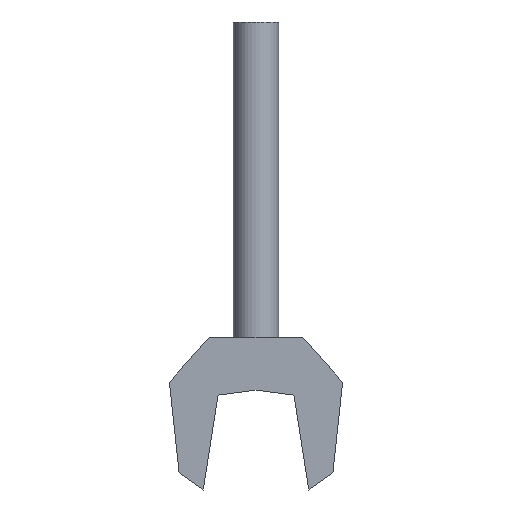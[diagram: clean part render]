
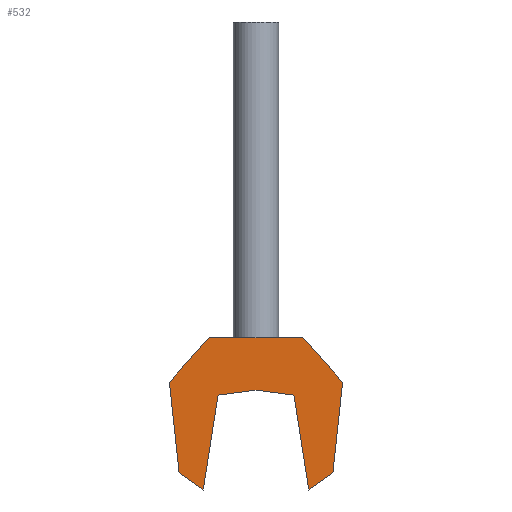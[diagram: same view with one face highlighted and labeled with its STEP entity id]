
A CAD part, front view. The second image highlights one B-rep face of the part: STEP entity #532.
In plain terms, the highlighted planar face has unit normal (0, -1, 0).
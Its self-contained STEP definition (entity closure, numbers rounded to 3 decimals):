
#3 = VECTOR ( 'NONE', #381, 1000. ) ;
#15 = DIRECTION ( 'NONE',  ( -0.992, 0., 0.129 ) ) ;
#16 = DIRECTION ( 'NONE',  ( 0., 0., -1. ) ) ;
#23 = CARTESIAN_POINT ( 'NONE',  ( -170.627, -50., -300.484 ) ) ;
#27 = ORIENTED_EDGE ( 'NONE', *, *, #322, .F. ) ;
#28 = DIRECTION ( 'NONE',  ( -0.992, 0., -0.129 ) ) ;
#48 = LINE ( 'NONE', #331, #531 ) ;
#51 = CARTESIAN_POINT ( 'NONE',  ( 0., -50., 0. ) ) ;
#55 = ORIENTED_EDGE ( 'NONE', *, *, #88, .F. ) ;
#59 = VERTEX_POINT ( 'NONE', #112 ) ;
#74 = EDGE_CURVE ( 'NONE', #248, #334, #329, .T. ) ;
#82 = VERTEX_POINT ( 'NONE', #292 ) ;
#88 = EDGE_CURVE ( 'NONE', #347, #82, #476, .T. ) ;
#94 = PLANE ( 'NONE',  #159 ) ;
#97 = LINE ( 'NONE', #187, #527 ) ;
#110 = DIRECTION ( 'NONE',  ( -0.154, 0., -0.988 ) ) ;
#111 = ORIENTED_EDGE ( 'NONE', *, *, #401, .F. ) ;
#112 = CARTESIAN_POINT ( 'NONE',  ( 84.214, -50., -127.657 ) ) ;
#126 = CARTESIAN_POINT ( 'NONE',  ( -170.627, -50., -300.484 ) ) ;
#134 = DIRECTION ( 'NONE',  ( 1., 0., 0. ) ) ;
#137 = CARTESIAN_POINT ( 'NONE',  ( 0., -50., 0. ) ) ;
#140 = EDGE_CURVE ( 'NONE', #59, #561, #470, .T. ) ;
#143 = CARTESIAN_POINT ( 'NONE',  ( -84.214, -50., -127.657 ) ) ;
#144 = DIRECTION ( 'NONE',  ( 0., -1., 0. ) ) ;
#147 = LINE ( 'NONE', #547, #238 ) ;
#153 = CARTESIAN_POINT ( 'NONE',  ( 104.031, -50., 0. ) ) ;
#154 = ORIENTED_EDGE ( 'NONE', *, *, #455, .F. ) ;
#159 = AXIS2_PLACEMENT_3D ( 'NONE', #137, #144, #16 ) ;
#165 = EDGE_CURVE ( 'NONE', #561, #541, #382, .T. ) ;
#173 = ORIENTED_EDGE ( 'NONE', *, *, #74, .F. ) ;
#176 = FACE_OUTER_BOUND ( 'NONE', #524, .T. ) ;
#179 = EDGE_CURVE ( 'NONE', #465, #328, #97, .T. ) ;
#184 = CARTESIAN_POINT ( 'NONE',  ( -84.214, -50., -127.657 ) ) ;
#187 = CARTESIAN_POINT ( 'NONE',  ( 104.031, -50., 0. ) ) ;
#194 = DIRECTION ( 'NONE',  ( -0.154, 0., 0.988 ) ) ;
#214 = CARTESIAN_POINT ( 'NONE',  ( 192.073, -50., -98.881 ) ) ;
#227 = LINE ( 'NONE', #153, #280 ) ;
#228 = CARTESIAN_POINT ( 'NONE',  ( 0., -50., -116.703 ) ) ;
#238 = VECTOR ( 'NONE', #544, 1000. ) ;
#247 = CARTESIAN_POINT ( 'NONE',  ( 170.627, -50., -300.484 ) ) ;
#248 = VERTEX_POINT ( 'NONE', #463 ) ;
#252 = VECTOR ( 'NONE', #262, 1000. ) ;
#262 = DIRECTION ( 'NONE',  ( 0.665, 0., 0.747 ) ) ;
#280 = VECTOR ( 'NONE', #375, 1000. ) ;
#283 = ORIENTED_EDGE ( 'NONE', *, *, #423, .F. ) ;
#287 = VECTOR ( 'NONE', #194, 1000. ) ;
#292 = CARTESIAN_POINT ( 'NONE',  ( -192.073, -50., -98.881 ) ) ;
#298 = ORIENTED_EDGE ( 'NONE', *, *, #420, .F. ) ;
#300 = LINE ( 'NONE', #352, #252 ) ;
#317 = ORIENTED_EDGE ( 'NONE', *, *, #408, .F. ) ;
#320 = CARTESIAN_POINT ( 'NONE',  ( 104.031, -50., 0. ) ) ;
#322 = EDGE_CURVE ( 'NONE', #82, #384, #300, .T. ) ;
#323 = CARTESIAN_POINT ( 'NONE',  ( 84.214, -50., -127.657 ) ) ;
#328 = VERTEX_POINT ( 'NONE', #214 ) ;
#329 = LINE ( 'NONE', #247, #425 ) ;
#331 = CARTESIAN_POINT ( 'NONE',  ( -117.075, -50., -338.214 ) ) ;
#334 = VERTEX_POINT ( 'NONE', #588 ) ;
#344 = VECTOR ( 'NONE', #28, 1000. ) ;
#347 = VERTEX_POINT ( 'NONE', #126 ) ;
#349 = ORIENTED_EDGE ( 'NONE', *, *, #179, .F. ) ;
#352 = CARTESIAN_POINT ( 'NONE',  ( -104.031, -50., 0. ) ) ;
#375 = DIRECTION ( 'NONE',  ( 1., 0., 0. ) ) ;
#381 = DIRECTION ( 'NONE',  ( -0.106, 0., 0.994 ) ) ;
#382 = LINE ( 'NONE', #143, #344 ) ;
#384 = VERTEX_POINT ( 'NONE', #422 ) ;
#385 = VECTOR ( 'NONE', #419, 1000. ) ;
#400 = ORIENTED_EDGE ( 'NONE', *, *, #165, .F. ) ;
#401 = EDGE_CURVE ( 'NONE', #541, #415, #48, .T. ) ;
#403 = LINE ( 'NONE', #566, #287 ) ;
#408 = EDGE_CURVE ( 'NONE', #334, #59, #403, .T. ) ;
#415 = VERTEX_POINT ( 'NONE', #475 ) ;
#419 = DIRECTION ( 'NONE',  ( -0.817, 0., 0.576 ) ) ;
#420 = EDGE_CURVE ( 'NONE', #518, #465, #227, .T. ) ;
#422 = CARTESIAN_POINT ( 'NONE',  ( -104.031, -50., 0. ) ) ;
#423 = EDGE_CURVE ( 'NONE', #415, #347, #529, .T. ) ;
#425 = VECTOR ( 'NONE', #571, 1000. ) ;
#427 = ORIENTED_EDGE ( 'NONE', *, *, #486, .F. ) ;
#429 = LINE ( 'NONE', #320, #545 ) ;
#431 = ORIENTED_EDGE ( 'NONE', *, *, #140, .F. ) ;
#455 = EDGE_CURVE ( 'NONE', #384, #518, #429, .T. ) ;
#456 = CARTESIAN_POINT ( 'NONE',  ( 104.031, -50., 0. ) ) ;
#462 = VECTOR ( 'NONE', #15, 1000. ) ;
#463 = CARTESIAN_POINT ( 'NONE',  ( 170.627, -50., -300.484 ) ) ;
#465 = VERTEX_POINT ( 'NONE', #456 ) ;
#470 = LINE ( 'NONE', #323, #462 ) ;
#475 = CARTESIAN_POINT ( 'NONE',  ( -117.075, -50., -338.214 ) ) ;
#476 = LINE ( 'NONE', #480, #3 ) ;
#480 = CARTESIAN_POINT ( 'NONE',  ( -192.073, -50., -98.881 ) ) ;
#486 = EDGE_CURVE ( 'NONE', #328, #248, #147, .T. ) ;
#515 = DIRECTION ( 'NONE',  ( 0.665, 0., -0.747 ) ) ;
#518 = VERTEX_POINT ( 'NONE', #51 ) ;
#524 = EDGE_LOOP ( 'NONE', ( #27, #55, #283, #111, #400, #431, #317, #173, #427, #349, #298, #154 ) ) ;
#527 = VECTOR ( 'NONE', #515, 1000. ) ;
#529 = LINE ( 'NONE', #23, #385 ) ;
#531 = VECTOR ( 'NONE', #110, 1000. ) ;
#532 = ADVANCED_FACE ( 'NONE', ( #176 ), #94, .T. ) ;
#541 = VERTEX_POINT ( 'NONE', #184 ) ;
#544 = DIRECTION ( 'NONE',  ( -0.106, 0., -0.994 ) ) ;
#545 = VECTOR ( 'NONE', #134, 1000. ) ;
#547 = CARTESIAN_POINT ( 'NONE',  ( 192.073, -50., -98.881 ) ) ;
#561 = VERTEX_POINT ( 'NONE', #228 ) ;
#566 = CARTESIAN_POINT ( 'NONE',  ( 117.075, -50., -338.214 ) ) ;
#571 = DIRECTION ( 'NONE',  ( -0.817, 0., -0.576 ) ) ;
#588 = CARTESIAN_POINT ( 'NONE',  ( 117.075, -50., -338.214 ) ) ;
